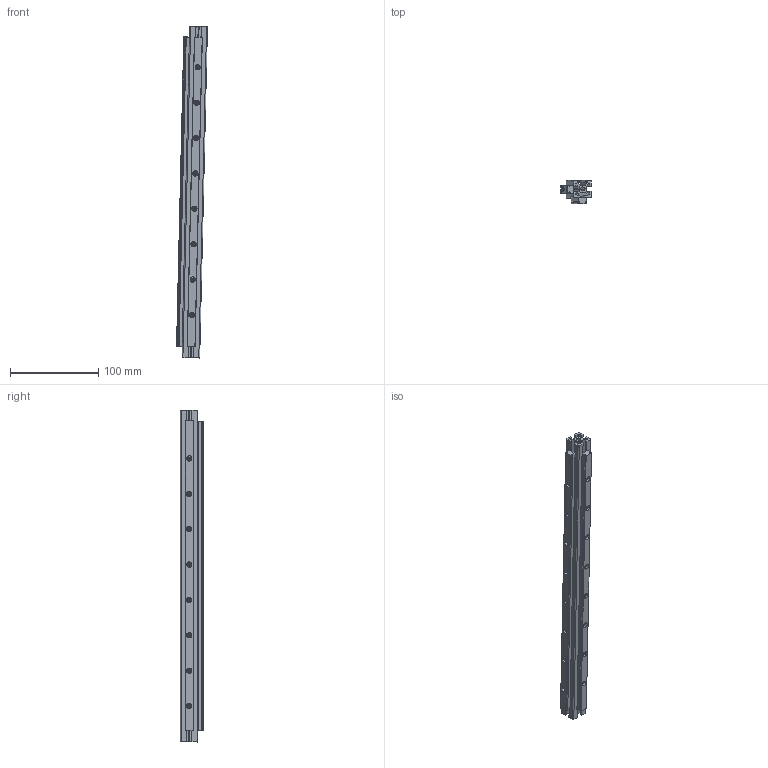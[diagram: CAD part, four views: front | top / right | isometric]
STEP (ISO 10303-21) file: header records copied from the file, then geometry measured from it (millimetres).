
FILE_DESCRIPTION (( 'STEP AP203' ), '1' );
FILE_NAME ('1x Frame extruder.STEP', '2021-05-05T15:20:49', ( '' ), ( '' ), 'SwSTEP 2.0', 'SolidWorks 2021', '' );
FILE_SCHEMA (( 'CONFIG_CONTROL_DESIGN' ));
Length unit declared in the file: millimetre
Products named in the file (1): 1x Frame extruder
Bounding box: 35 x 26.5 x 375.37 mm (x, y, z)
Volume: 105055.1 mm3; surface area: 91013.9 mm2
Topology: 3 solids, 3 shells, 188 faces, 498 edges, 332 vertices
Faces by surface type: plane 110, cylinder 78
Entity records: 5999 total; most frequent: DIRECTION 1032, CARTESIAN_POINT 1019, ORIENTED_EDGE 996, EDGE_CURVE 498, AXIS2_PLACEMENT_3D 345, LINE 342, VECTOR 342, VERTEX_POINT 332
